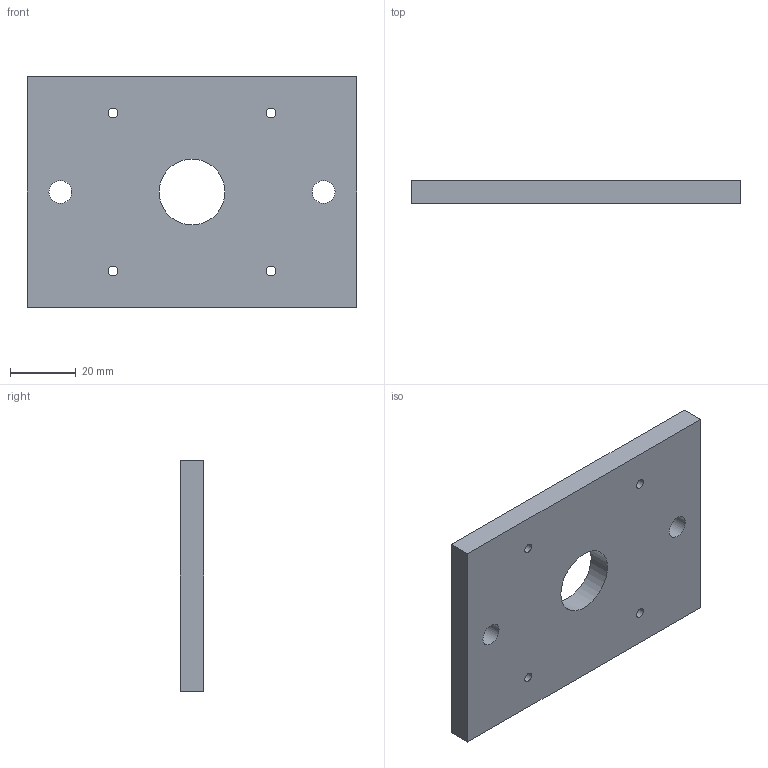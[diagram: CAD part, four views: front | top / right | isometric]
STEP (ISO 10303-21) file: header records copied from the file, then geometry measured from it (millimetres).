
FILE_DESCRIPTION(/* description */ (''),/* implementation_level */ '2;1');
FILE_NAME(/* name */ 'GSE-1201-031-001-A (adaptateur pivot_thorlabs XT66).stp',/* time_stamp */ '2019-10-24T14:30:46+02:00',/* author */ ('louis.petitjean'),/* organization */ ('EXOTRAIL'),/* preprocessor_version */ 'ST-DEVELOPER v18',/* originating_system */ 'Autodesk Inventor 2020',/* authorisation */ '');
FILE_SCHEMA (('AUTOMOTIVE_DESIGN { 1 0 10303 214 3 1 1 }'));
Length unit declared in the file: millimetre
Products named in the file (1): GSE-1201-031-001-A
Bounding box: 100 x 7 x 70 mm (x, y, z)
Volume: 46089.9 mm3; surface area: 16547.7 mm2
Topology: 1 solids, 1 shells, 13 faces, 39 edges, 28 vertices
Faces by surface type: cylinder 7, plane 6
Full cylindrical faces by diameter (mm): 2.9 x4, 6.917 x2, 20 x1
Entity records: 530 total; most frequent: DIRECTION 87, CARTESIAN_POINT 81, ORIENTED_EDGE 78, EDGE_CURVE 39, AXIS2_PLACEMENT_3D 34, VERTEX_POINT 28, EDGE_LOOP 27, CIRCLE 20
